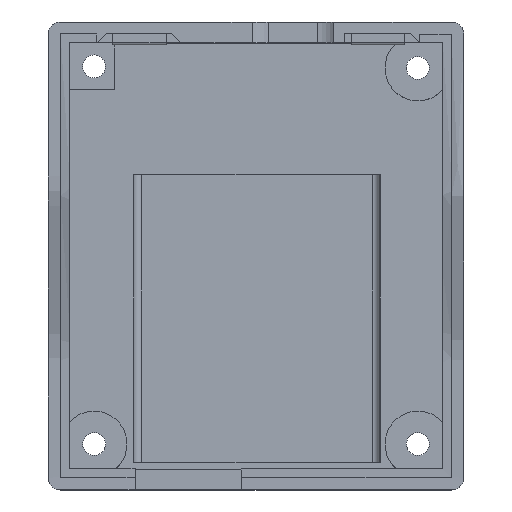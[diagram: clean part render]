
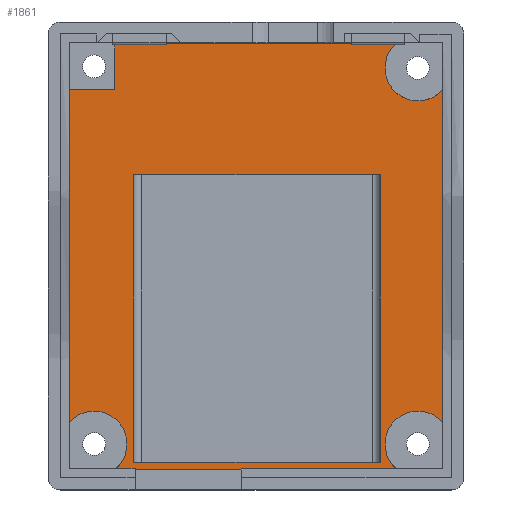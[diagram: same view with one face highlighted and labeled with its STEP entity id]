
A CAD part, top view. The second image highlights one B-rep face of the part: STEP entity #1861.
In plain terms, the highlighted planar face has unit normal (0, 0, 1).
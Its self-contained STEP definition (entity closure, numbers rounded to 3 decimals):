
#33=FACE_BOUND('',#325,.T.);
#207=FACE_OUTER_BOUND('',#324,.T.);
#324=EDGE_LOOP('',(#1645,#1646,#1647,#1648,#1649,#1650,#1651,#1652,#1653,
#1654));
#325=EDGE_LOOP('',(#1655,#1656,#1657,#1658));
#384=CIRCLE('',#2018,4.);
#386=CIRCLE('',#2022,4.);
#387=CIRCLE('',#2023,4.);
#391=LINE('',#2514,#560);
#395=LINE('',#2526,#564);
#399=LINE('',#2536,#568);
#404=LINE('',#2546,#573);
#431=LINE('',#4730,#600);
#442=LINE('',#4751,#611);
#446=LINE('',#4760,#615);
#532=LINE('',#4970,#701);
#552=LINE('',#5062,#721);
#553=LINE('',#5064,#722);
#554=LINE('',#5065,#723);
#560=VECTOR('',#2041,10.);
#564=VECTOR('',#2051,10.);
#568=VECTOR('',#2061,10.);
#573=VECTOR('',#2072,10.);
#600=VECTOR('',#2127,10.);
#611=VECTOR('',#2140,10.);
#615=VECTOR('',#2146,10.);
#701=VECTOR('',#2352,10.);
#721=VECTOR('',#2474,10.);
#722=VECTOR('',#2475,10.);
#723=VECTOR('',#2476,10.);
#729=VERTEX_POINT('',#2512);
#730=VERTEX_POINT('',#2513);
#735=VERTEX_POINT('',#2525);
#738=VERTEX_POINT('',#2535);
#798=VERTEX_POINT('',#4727);
#799=VERTEX_POINT('',#4729);
#807=VERTEX_POINT('',#4748);
#808=VERTEX_POINT('',#4750);
#811=VERTEX_POINT('',#4757);
#812=VERTEX_POINT('',#4759);
#875=VERTEX_POINT('',#4967);
#876=VERTEX_POINT('',#4969);
#897=VERTEX_POINT('',#5061);
#898=VERTEX_POINT('',#5063);
#901=EDGE_CURVE('',#729,#730,#391,.T.);
#907=EDGE_CURVE('',#730,#735,#395,.T.);
#912=EDGE_CURVE('',#735,#738,#399,.T.);
#918=EDGE_CURVE('',#738,#729,#404,.T.);
#991=EDGE_CURVE('',#799,#798,#431,.T.);
#1002=EDGE_CURVE('',#808,#807,#442,.T.);
#1006=EDGE_CURVE('',#812,#811,#446,.T.);
#1110=EDGE_CURVE('',#876,#875,#532,.T.);
#1153=EDGE_CURVE('',#807,#812,#384,.T.);
#1155=EDGE_CURVE('',#811,#876,#386,.T.);
#1156=EDGE_CURVE('',#875,#897,#552,.T.);
#1157=EDGE_CURVE('',#897,#898,#553,.T.);
#1158=EDGE_CURVE('',#898,#799,#554,.T.);
#1159=EDGE_CURVE('',#798,#808,#387,.T.);
#1645=ORIENTED_EDGE('',*,*,#1153,.T.);
#1646=ORIENTED_EDGE('',*,*,#1006,.T.);
#1647=ORIENTED_EDGE('',*,*,#1155,.T.);
#1648=ORIENTED_EDGE('',*,*,#1110,.T.);
#1649=ORIENTED_EDGE('',*,*,#1156,.T.);
#1650=ORIENTED_EDGE('',*,*,#1157,.T.);
#1651=ORIENTED_EDGE('',*,*,#1158,.T.);
#1652=ORIENTED_EDGE('',*,*,#991,.T.);
#1653=ORIENTED_EDGE('',*,*,#1159,.T.);
#1654=ORIENTED_EDGE('',*,*,#1002,.T.);
#1655=ORIENTED_EDGE('',*,*,#912,.T.);
#1656=ORIENTED_EDGE('',*,*,#918,.T.);
#1657=ORIENTED_EDGE('',*,*,#901,.T.);
#1658=ORIENTED_EDGE('',*,*,#907,.T.);
#1761=PLANE('',#2021);
#1861=ADVANCED_FACE('',(#207,#33),#1761,.T.);
#2018=AXIS2_PLACEMENT_3D('',#5056,#2464,#2465);
#2021=AXIS2_PLACEMENT_3D('',#5059,#2470,#2471);
#2022=AXIS2_PLACEMENT_3D('',#5060,#2472,#2473);
#2023=AXIS2_PLACEMENT_3D('',#5066,#2477,#2478);
#2041=DIRECTION('',(-1.,0.,0.));
#2051=DIRECTION('',(0.,1.,0.));
#2061=DIRECTION('',(1.,0.,0.));
#2072=DIRECTION('',(0.,-1.,0.));
#2127=DIRECTION('',(0.,-1.,0.));
#2140=DIRECTION('',(1.,0.,0.));
#2146=DIRECTION('',(0.,1.,0.));
#2352=DIRECTION('',(-1.,0.,0.));
#2464=DIRECTION('center_axis',(0.,0.,-1.));
#2465=DIRECTION('ref_axis',(0.76,0.65,0.));
#2470=DIRECTION('center_axis',(0.,0.,1.));
#2471=DIRECTION('ref_axis',(-1.,0.,0.));
#2472=DIRECTION('center_axis',(0.,0.,-1.));
#2473=DIRECTION('ref_axis',(-0.65,0.76,0.));
#2474=DIRECTION('',(0.,-1.,0.));
#2475=DIRECTION('',(-1.,0.,0.));
#2476=DIRECTION('',(-1.,0.,0.));
#2477=DIRECTION('center_axis',(0.,0.,-1.));
#2478=DIRECTION('ref_axis',(0.65,-0.76,0.));
#2512=CARTESIAN_POINT('',(100.855,-94.948,-5.6));
#2513=CARTESIAN_POINT('',(70.855,-94.948,-5.6));
#2514=CARTESIAN_POINT('',(85.79,-94.948,-5.6));
#2525=CARTESIAN_POINT('',(70.855,-59.948,-5.6));
#2526=CARTESIAN_POINT('',(70.855,-64.899,-5.6));
#2535=CARTESIAN_POINT('',(100.855,-59.948,-5.6));
#2536=CARTESIAN_POINT('',(85.79,-59.948,-5.6));
#2546=CARTESIAN_POINT('',(100.855,-64.899,-5.6));
#4727=CARTESIAN_POINT('',(63.,-90.11,-5.6));
#4729=CARTESIAN_POINT('',(63.,-49.576,-5.6));
#4730=CARTESIAN_POINT('',(63.,-56.9,-5.6));
#4748=CARTESIAN_POINT('',(102.81,-95.75,-5.6));
#4750=CARTESIAN_POINT('',(68.64,-95.75,-5.6));
#4751=CARTESIAN_POINT('',(74.363,-95.75,-5.6));
#4757=CARTESIAN_POINT('',(108.45,-49.59,-5.6));
#4759=CARTESIAN_POINT('',(108.45,-90.11,-5.6));
#4760=CARTESIAN_POINT('',(108.45,-82.8,-5.6));
#4967=CARTESIAN_POINT('',(68.577,-43.95,-5.6));
#4969=CARTESIAN_POINT('',(102.81,-43.95,-5.6));
#4970=CARTESIAN_POINT('',(97.088,-43.95,-5.6));
#5056=CARTESIAN_POINT('Origin',(105.41,-92.71,-5.6));
#5059=CARTESIAN_POINT('Origin',(85.725,-69.85,-5.6));
#5060=CARTESIAN_POINT('Origin',(105.41,-46.99,-5.6));
#5061=CARTESIAN_POINT('',(68.577,-49.576,-5.6));
#5062=CARTESIAN_POINT('',(68.577,-56.9,-5.6));
#5063=CARTESIAN_POINT('',(63.154,-49.576,-5.6));
#5064=CARTESIAN_POINT('',(77.151,-49.576,-5.6));
#5065=CARTESIAN_POINT('',(68.577,-49.576,-5.6));
#5066=CARTESIAN_POINT('Origin',(66.04,-92.71,-5.6));
